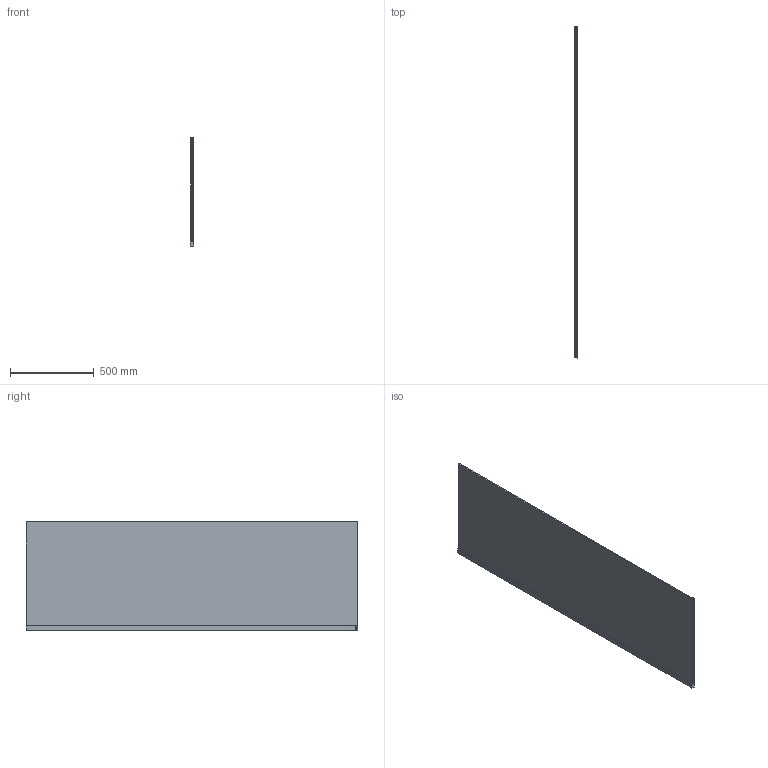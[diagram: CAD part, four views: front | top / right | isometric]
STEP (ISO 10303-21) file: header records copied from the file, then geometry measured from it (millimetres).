
FILE_DESCRIPTION (( 'STEP AP214' ), '1' );
FILE_NAME ('cgr70_040.STEP', '2020-04-21T12:33:40', ( '' ), ( '' ), 'SwSTEP 2.0', 'SolidWorks 2016', '' );
FILE_SCHEMA (( 'AUTOMOTIVE_DESIGN' ));
Length unit declared in the file: millimetre
Products named in the file (1): cgr70_040
Bounding box: 21.46 x 1983.2 x 652.5 mm (x, y, z)
Volume: 10857127 mm3; surface area: 2672977.5 mm2
Topology: 1 solids, 1 shells, 337 faces, 985 edges, 647 vertices
Faces by surface type: plane 282, cylinder 43, bspline 10, torus 2
Entity records: 14990 total; most frequent: CARTESIAN_POINT 2372, ORIENTED_EDGE 1968, DIRECTION 1674, EDGE_CURVE 984, LINE 864, VECTOR 864, VERTEX_POINT 647, AXIS2_PLACEMENT_3D 405
